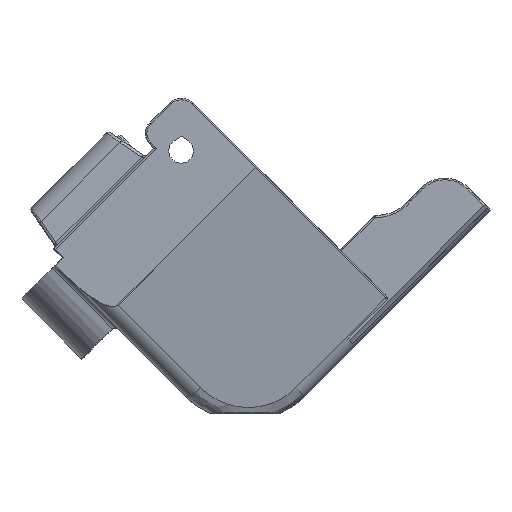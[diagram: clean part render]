
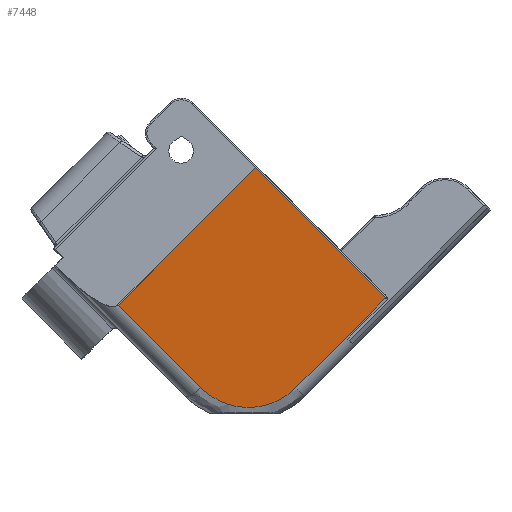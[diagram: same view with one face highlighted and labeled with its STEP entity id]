
A CAD part, left-side view. The second image highlights one B-rep face of the part: STEP entity #7448.
In plain terms, the highlighted planar face has unit normal (-0.961, -0.195, -0.195).
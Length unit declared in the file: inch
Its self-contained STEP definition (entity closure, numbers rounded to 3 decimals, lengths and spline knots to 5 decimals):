
#745=B_SPLINE_CURVE_WITH_KNOTS('',3,(#10525,#10526,#10527,#10528,#10529,
#10530,#10531,#10532,#10533,#10534),.UNSPECIFIED.,.F.,.F.,(4,2,2,2,4),(-1.5708,
-1.1781,-0.7854,-0.3927,0.),
 .UNSPECIFIED.);
#1316=FACE_OUTER_BOUND('',#1759,.T.);
#1759=EDGE_LOOP('',(#6825,#6826,#6827,#6828,#6829));
#1800=LINE('',#10677,#2342);
#2075=LINE('',#13789,#2617);
#2262=LINE('',#15056,#2804);
#2309=LINE('',#16092,#2851);
#2342=VECTOR('',#8310,39.37008);
#2617=VECTOR('',#9323,0.3937);
#2804=VECTOR('',#9918,39.37008);
#2851=VECTOR('',#10259,0.3937);
#2890=VERTEX_POINT('',#10522);
#2891=VERTEX_POINT('',#10524);
#2901=VERTEX_POINT('',#10675);
#3291=VERTEX_POINT('',#13763);
#3483=VERTEX_POINT('',#15054);
#3579=EDGE_CURVE('',#2891,#2890,#745,.T.);
#3592=EDGE_CURVE('',#2890,#2901,#1800,.T.);
#4194=EDGE_CURVE('',#3291,#2901,#2075,.T.);
#4503=EDGE_CURVE('',#3483,#2891,#2262,.T.);
#4638=EDGE_CURVE('',#3483,#3291,#2309,.T.);
#6825=ORIENTED_EDGE('',*,*,#4638,.F.);
#6826=ORIENTED_EDGE('',*,*,#4503,.T.);
#6827=ORIENTED_EDGE('',*,*,#3579,.T.);
#6828=ORIENTED_EDGE('',*,*,#3592,.T.);
#6829=ORIENTED_EDGE('',*,*,#4194,.F.);
#7023=PLANE('',#8217);
#7448=ADVANCED_FACE('',(#1316),#7023,.F.);
#8217=AXIS2_PLACEMENT_3D('',#16093,#10260,#10261);
#8310=DIRECTION('',(0.,-0.707,0.707));
#9323=DIRECTION('',(0.276,-0.68,-0.68));
#9918=DIRECTION('',(0.276,-0.68,-0.68));
#10259=DIRECTION('',(0.,-0.707,0.707));
#10260=DIRECTION('center_axis',(0.961,0.195,0.195));
#10261=DIRECTION('ref_axis',(-0.276,0.68,0.68));
#10522=CARTESIAN_POINT('',(-2.24797,2.03362,4.4646));
#10524=CARTESIAN_POINT('',(-2.33828,2.47904,4.4646));
#10525=CARTESIAN_POINT('Ctrl Pts',(-2.33828,2.47904,4.4646));
#10526=CARTESIAN_POINT('Ctrl Pts',(-2.32646,2.44988,4.43544));
#10527=CARTESIAN_POINT('Ctrl Pts',(-2.31465,2.41495,4.4121));
#10528=CARTESIAN_POINT('Ctrl Pts',(-2.2928,2.33877,4.38055));
#10529=CARTESIAN_POINT('Ctrl Pts',(-2.28278,2.29756,4.37235));
#10530=CARTESIAN_POINT('Ctrl Pts',(-2.26606,2.2151,4.37235));
#10531=CARTESIAN_POINT('Ctrl Pts',(-2.25937,2.17389,4.38055));
#10532=CARTESIAN_POINT('Ctrl Pts',(-2.25032,2.09771,4.4121));
#10533=CARTESIAN_POINT('Ctrl Pts',(-2.24797,2.06278,4.43544));
#10534=CARTESIAN_POINT('Ctrl Pts',(-2.24797,2.03362,4.4646));
#10675=CARTESIAN_POINT('',(-2.24797,1.61325,4.88497));
#10677=CARTESIAN_POINT('',(-2.24797,-11.60742,18.10564));
#13763=CARTESIAN_POINT('',(-2.49511,2.22269,5.4944));
#13789=CARTESIAN_POINT('',(-2.36695,1.90666,5.17837));
#15054=CARTESIAN_POINT('',(-2.49511,2.86576,4.85132));
#15056=CARTESIAN_POINT('',(-2.34451,2.49439,4.47995));
#16092=CARTESIAN_POINT('',(-2.49511,-4.17607,11.89316));
#16093=CARTESIAN_POINT('Origin',(-2.33744,-11.38679,18.32626));
